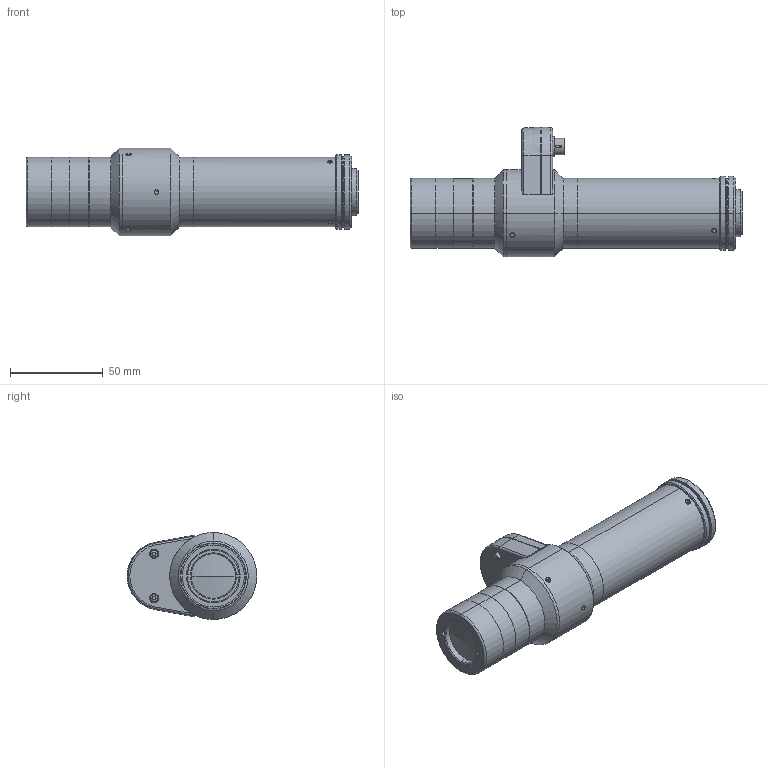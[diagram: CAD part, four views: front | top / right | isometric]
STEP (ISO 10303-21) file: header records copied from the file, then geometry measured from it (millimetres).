
FILE_DESCRIPTION (( 'STEP AP203' ), '1' );
FILE_NAME ('DP30289_TCEL350.step', '2021-10-07T12:12:09', ( '' ), ( '' ), 'SwSTEP 2.0', 'SolidWorks 2021', '' );
FILE_SCHEMA (( 'CONFIG_CONTROL_DESIGN' ));
Length unit declared in the file: millimetre
Products named in the file (1): DP30289_TCEL350
Bounding box: 179.17 x 70 x 47 mm (x, y, z)
Surface area: 35160.5 mm2 (no closed solid volume)
Topology: 0 solids, 41 shells, 246 faces, 753 edges, 543 vertices
Faces by surface type: plane 110, cylinder 89, cone 33, torus 8, sphere 6
Entity records: 9039 total; most frequent: CARTESIAN_POINT 2168, DIRECTION 1510, ORIENTED_EDGE 1179, EDGE_CURVE 753, AXIS2_PLACEMENT_3D 566, VERTEX_POINT 543, LINE 378, VECTOR 378
